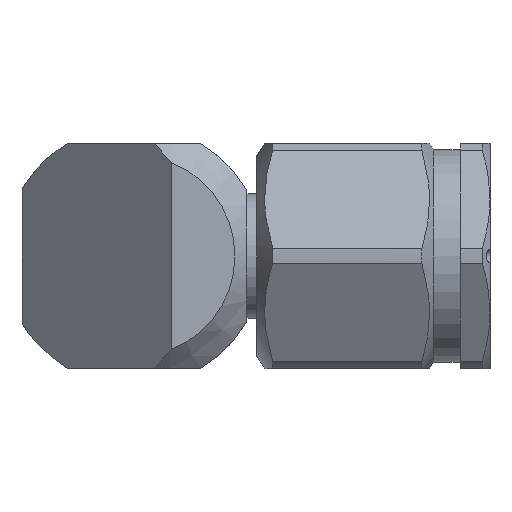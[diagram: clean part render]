
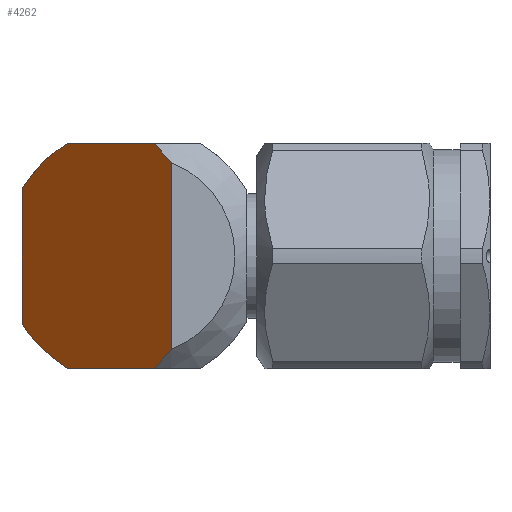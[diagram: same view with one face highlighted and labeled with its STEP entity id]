
A CAD part, left-side view. The second image highlights one B-rep face of the part: STEP entity #4262.
In plain terms, the highlighted planar face has unit normal (-0.709, 0.705, 0).
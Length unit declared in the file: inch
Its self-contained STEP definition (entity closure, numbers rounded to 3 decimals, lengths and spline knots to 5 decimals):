
#28 = DIRECTION ( 'NONE',  ( 0., 0., -1. ) ) ;
#242 = LINE ( 'NONE', #3284, #606 ) ;
#254 = ORIENTED_EDGE ( 'NONE', *, *, #2204, .F. ) ;
#270 = CARTESIAN_POINT ( 'NONE',  ( -0.28156, -0.0924, 0.23274 ) ) ;
#458 = CARTESIAN_POINT ( 'NONE',  ( -0.28156, -0.0924, -0.23274 ) ) ;
#587 = CARTESIAN_POINT ( 'NONE',  ( -0.26915, -0.07992, 0.24882 ) ) ;
#606 = VECTOR ( 'NONE', #4012, 39.37008 ) ;
#624 = EDGE_CURVE ( 'NONE', #4255, #1620, #3440, .T. ) ;
#637 = CARTESIAN_POINT ( 'NONE',  ( 0.08778, 0.27888, 0.16688 ) ) ;
#651 = ORIENTED_EDGE ( 'NONE', *, *, #2956, .F. ) ;
#913 = CARTESIAN_POINT ( 'NONE',  ( -0.24053, -0.05115, 0.28 ) ) ;
#990 = ORIENTED_EDGE ( 'NONE', *, *, #4035, .F. ) ;
#1031 = LINE ( 'NONE', #3449, #2463 ) ;
#1062 = VERTEX_POINT ( 'NONE', #3555 ) ;
#1128 = CARTESIAN_POINT ( 'NONE',  ( -0.28156, -0.0924, -0.23274 ) ) ;
#1171 = CARTESIAN_POINT ( 'NONE',  ( -0.02551, 0.165, 0.28 ) ) ;
#1273 = CARTESIAN_POINT ( 'NONE',  ( -0.25546, -0.06616, 0.26459 ) ) ;
#1282 = CARTESIAN_POINT ( 'NONE',  ( -0.24053, -0.05115, -0.28 ) ) ;
#1405 = EDGE_CURVE ( 'NONE', #1062, #3495, #2909, .T. ) ;
#1482 = CARTESIAN_POINT ( 'NONE',  ( -0.24053, -0.05115, -0.28 ) ) ;
#1539 = VECTOR ( 'NONE', #3505, 39.37008 ) ;
#1545 = CARTESIAN_POINT ( 'NONE',  ( 0.08778, 0.27888, -0.16688 ) ) ;
#1550 = CARTESIAN_POINT ( 'NONE',  ( -0.28156, -0.0924, 0.23274 ) ) ;
#1585 =( BOUNDED_CURVE ( )  B_SPLINE_CURVE ( 3, ( #4265, #3255, #2970, #3577 ),
 .UNSPECIFIED., .F., .F. ) 
 B_SPLINE_CURVE_WITH_KNOTS ( ( 4, 4 ),
 ( 2.1033, 2.60235 ),
 .UNSPECIFIED. ) 
 CURVE ( )  GEOMETRIC_REPRESENTATION_ITEM ( )  RATIONAL_B_SPLINE_CURVE ( ( 1., 0.979, 0.979, 1. ) ) 
 REPRESENTATION_ITEM ( '' )  );
#1620 = VERTEX_POINT ( 'NONE', #1550 ) ;
#1659 = VECTOR ( 'NONE', #28, 39.37008 ) ;
#1744 = EDGE_CURVE ( 'NONE', #1945, #2327, #1031, .T. ) ;
#1765 = CARTESIAN_POINT ( 'NONE',  ( -0.25546, -0.06616, -0.26459 ) ) ;
#1774 = ORIENTED_EDGE ( 'NONE', *, *, #3639, .T. ) ;
#1863 = LINE ( 'NONE', #3009, #1659 ) ;
#1945 = VERTEX_POINT ( 'NONE', #3017 ) ;
#2165 = DIRECTION ( 'NONE',  ( -0.705, -0.709, 0. ) ) ;
#2196 = PLANE ( 'NONE',  #3791 ) ;
#2204 = EDGE_CURVE ( 'NONE', #3401, #2327, #2480, .T. ) ;
#2310 = CARTESIAN_POINT ( 'NONE',  ( 0.05987, 0.25083, 0.21376 ) ) ;
#2327 = VERTEX_POINT ( 'NONE', #1282 ) ;
#2349 = ORIENTED_EDGE ( 'NONE', *, *, #1744, .T. ) ;
#2463 = VECTOR ( 'NONE', #2165, 39.37008 ) ;
#2480 =( BOUNDED_CURVE ( )  B_SPLINE_CURVE ( 3, ( #458, #3103, #1765, #1482 ),
 .UNSPECIFIED., .F., .F. ) 
 B_SPLINE_CURVE_WITH_KNOTS ( ( 4, 4 ),
 ( 3.5454, 3.63396 ),
 .UNSPECIFIED. ) 
 CURVE ( )  GEOMETRIC_REPRESENTATION_ITEM ( )  RATIONAL_B_SPLINE_CURVE ( ( 1., 0.999, 0.999, 1. ) ) 
 REPRESENTATION_ITEM ( '' )  );
#2592 = DIRECTION ( 'NONE',  ( 0.705, 0.709, 0. ) ) ;
#2816 = CARTESIAN_POINT ( 'NONE',  ( 0.08778, 0.27888, 0.28 ) ) ;
#2829 = ORIENTED_EDGE ( 'NONE', *, *, #624, .F. ) ;
#2845 = DIRECTION ( 'NONE',  ( 0.709, -0.705, 0. ) ) ;
#2853 = CARTESIAN_POINT ( 'NONE',  ( 0.08778, 0.27888, 0.28 ) ) ;
#2909 =( BOUNDED_CURVE ( )  B_SPLINE_CURVE ( 3, ( #637, #2310, #3937, #3903 ),
 .UNSPECIFIED., .F., .T. ) 
 B_SPLINE_CURVE_WITH_KNOTS ( ( 4, 4 ),
 ( 3.68083, 4.17988 ),
 .UNSPECIFIED. ) 
 CURVE ( )  GEOMETRIC_REPRESENTATION_ITEM ( )  RATIONAL_B_SPLINE_CURVE ( ( 1., 0.979, 0.979, 1. ) ) 
 REPRESENTATION_ITEM ( '' )  );
#2956 = EDGE_CURVE ( 'NONE', #1945, #3648, #1585, .T. ) ;
#2970 = CARTESIAN_POINT ( 'NONE',  ( 0.05987, 0.25083, -0.21376 ) ) ;
#3009 = CARTESIAN_POINT ( 'NONE',  ( -0.28156, -0.0924, 0.28 ) ) ;
#3017 = CARTESIAN_POINT ( 'NONE',  ( -0.02551, 0.165, -0.28 ) ) ;
#3103 = CARTESIAN_POINT ( 'NONE',  ( -0.26915, -0.07992, -0.24882 ) ) ;
#3154 = EDGE_CURVE ( 'NONE', #1620, #3401, #1863, .T. ) ;
#3176 = CARTESIAN_POINT ( 'NONE',  ( -0.24053, -0.05115, 0.28 ) ) ;
#3255 = CARTESIAN_POINT ( 'NONE',  ( 0.02131, 0.21207, -0.25226 ) ) ;
#3284 = CARTESIAN_POINT ( 'NONE',  ( 0.08778, 0.27888, 0.28 ) ) ;
#3401 = VERTEX_POINT ( 'NONE', #1128 ) ;
#3430 = FACE_OUTER_BOUND ( 'NONE', #3809, .T. ) ;
#3440 =( BOUNDED_CURVE ( )  B_SPLINE_CURVE ( 3, ( #913, #1273, #587, #270 ),
 .UNSPECIFIED., .F., .T. ) 
 B_SPLINE_CURVE_WITH_KNOTS ( ( 4, 4 ),
 ( 2.64923, 2.73779 ),
 .UNSPECIFIED. ) 
 CURVE ( )  GEOMETRIC_REPRESENTATION_ITEM ( )  RATIONAL_B_SPLINE_CURVE ( ( 1., 0.999, 0.999, 1. ) ) 
 REPRESENTATION_ITEM ( '' )  );
#3449 = CARTESIAN_POINT ( 'NONE',  ( 0.08778, 0.27888, -0.28 ) ) ;
#3495 = VERTEX_POINT ( 'NONE', #1171 ) ;
#3505 = DIRECTION ( 'NONE',  ( 0., 0., -1. ) ) ;
#3555 = CARTESIAN_POINT ( 'NONE',  ( 0.08778, 0.27888, 0.16688 ) ) ;
#3577 = CARTESIAN_POINT ( 'NONE',  ( 0.08778, 0.27888, -0.16688 ) ) ;
#3639 = EDGE_CURVE ( 'NONE', #1062, #3648, #4029, .T. ) ;
#3648 = VERTEX_POINT ( 'NONE', #1545 ) ;
#3791 = AXIS2_PLACEMENT_3D ( 'NONE', #2816, #2845, #2592 ) ;
#3809 = EDGE_LOOP ( 'NONE', ( #651, #2349, #254, #4160, #2829, #990, #4052, #1774 ) ) ;
#3903 = CARTESIAN_POINT ( 'NONE',  ( -0.02551, 0.165, 0.28 ) ) ;
#3937 = CARTESIAN_POINT ( 'NONE',  ( 0.02131, 0.21207, 0.25226 ) ) ;
#4012 = DIRECTION ( 'NONE',  ( -0.705, -0.709, 0. ) ) ;
#4029 = LINE ( 'NONE', #2853, #1539 ) ;
#4035 = EDGE_CURVE ( 'NONE', #3495, #4255, #242, .T. ) ;
#4052 = ORIENTED_EDGE ( 'NONE', *, *, #1405, .F. ) ;
#4160 = ORIENTED_EDGE ( 'NONE', *, *, #3154, .F. ) ;
#4255 = VERTEX_POINT ( 'NONE', #3176 ) ;
#4262 = ADVANCED_FACE ( 'NONE', ( #3430 ), #2196, .F. ) ;
#4265 = CARTESIAN_POINT ( 'NONE',  ( -0.02551, 0.165, -0.28 ) ) ;
